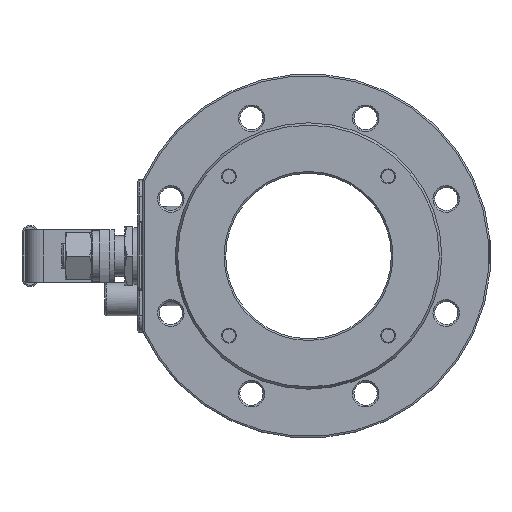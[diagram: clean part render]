
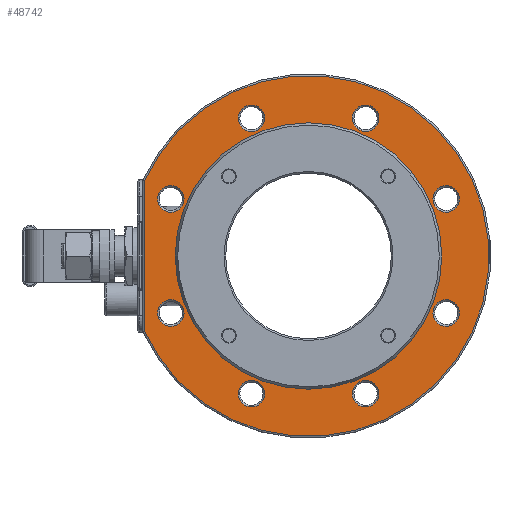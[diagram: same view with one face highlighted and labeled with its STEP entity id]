
A CAD part, left-side view. The second image highlights one B-rep face of the part: STEP entity #48742.
In plain terms, the highlighted planar face has unit normal (-1, 0, 0).
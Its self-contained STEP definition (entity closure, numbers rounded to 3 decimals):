
#889 = EDGE_CURVE ( 'NONE', #5465, #5465, #21631, .T. ) ;
#897 = EDGE_CURVE ( 'NONE', #6764, #6774, #39876, .T. ) ;
#2550 = CIRCLE ( 'NONE', #17281, 8. ) ;
#3692 = DIRECTION ( 'NONE',  ( 0., -1., 0. ) ) ;
#3695 = DIRECTION ( 'NONE',  ( -1., 0., 0. ) ) ;
#3698 = CARTESIAN_POINT ( 'NONE',  ( -73.5, 110., 0. ) ) ;
#3712 = PLANE ( 'NONE',  #36198 ) ;
#5465 = VERTEX_POINT ( 'NONE', #11351 ) ;
#5507 = VERTEX_POINT ( 'NONE', #11318 ) ;
#5510 = VERTEX_POINT ( 'NONE', #11316 ) ;
#5512 = VERTEX_POINT ( 'NONE', #11313 ) ;
#5513 = VERTEX_POINT ( 'NONE', #11311 ) ;
#5515 = VERTEX_POINT ( 'NONE', #11310 ) ;
#5848 = CARTESIAN_POINT ( 'NONE',  ( -73.5, -34.442, -83.149 ) ) ;
#5996 = CIRCLE ( 'NONE', #33241, 109. ) ;
#6057 = DIRECTION ( 'NONE',  ( 1., 0., 0. ) ) ;
#6073 = DIRECTION ( 'NONE',  ( 0., -1., 0. ) ) ;
#6764 = VERTEX_POINT ( 'NONE', #47237 ) ;
#6774 = VERTEX_POINT ( 'NONE', #47253 ) ;
#6806 = ORIENTED_EDGE ( 'NONE', *, *, #897, .T. ) ;
#6871 = ORIENTED_EDGE ( 'NONE', *, *, #8432, .T. ) ;
#6877 = ORIENTED_EDGE ( 'NONE', *, *, #8557, .T. ) ;
#6880 = ORIENTED_EDGE ( 'NONE', *, *, #28158, .T. ) ;
#6885 = ORIENTED_EDGE ( 'NONE', *, *, #8530, .T. ) ;
#6893 = ORIENTED_EDGE ( 'NONE', *, *, #28226, .T. ) ;
#6905 = ORIENTED_EDGE ( 'NONE', *, *, #8494, .T. ) ;
#6933 = ORIENTED_EDGE ( 'NONE', *, *, #889, .T. ) ;
#6963 = ORIENTED_EDGE ( 'NONE', *, *, #8618, .T. ) ;
#6976 = ORIENTED_EDGE ( 'NONE', *, *, #28170, .T. ) ;
#6988 = ORIENTED_EDGE ( 'NONE', *, *, #8455, .T. ) ;
#7689 = CIRCLE ( 'NONE', #33369, 8. ) ;
#8432 = EDGE_CURVE ( 'NONE', #5507, #5507, #39795, .T. ) ;
#8455 = EDGE_CURVE ( 'NONE', #5510, #5510, #40058, .T. ) ;
#8494 = EDGE_CURVE ( 'NONE', #5512, #5512, #22473, .T. ) ;
#8530 = EDGE_CURVE ( 'NONE', #5513, #5513, #22795, .T. ) ;
#8557 = EDGE_CURVE ( 'NONE', #5515, #5515, #22871, .T. ) ;
#8618 = EDGE_CURVE ( 'NONE', #6774, #6764, #5996, .T. ) ;
#10722 = CARTESIAN_POINT ( 'NONE',  ( -73.5, 34.442, 83.149 ) ) ;
#10723 = DIRECTION ( 'NONE',  ( 1., 0., 0. ) ) ;
#10724 = DIRECTION ( 'NONE',  ( 0., -1., 0. ) ) ;
#11282 = CARTESIAN_POINT ( 'NONE',  ( -73.5, 26.442, 83.149 ) ) ;
#11285 = CARTESIAN_POINT ( 'NONE',  ( -73.5, -42.442, 83.149 ) ) ;
#11286 = CARTESIAN_POINT ( 'NONE',  ( -73.5, -91.149, 34.442 ) ) ;
#11310 = CARTESIAN_POINT ( 'NONE',  ( -73.5, -91.149, -34.442 ) ) ;
#11311 = CARTESIAN_POINT ( 'NONE',  ( -73.5, 75.149, -34.442 ) ) ;
#11313 = CARTESIAN_POINT ( 'NONE',  ( -73.5, 80.443, 0. ) ) ;
#11316 = CARTESIAN_POINT ( 'NONE',  ( -73.5, -42.442, -83.149 ) ) ;
#11318 = CARTESIAN_POINT ( 'NONE',  ( -73.5, 75.149, 34.442 ) ) ;
#11351 = CARTESIAN_POINT ( 'NONE',  ( -73.5, 26.442, -83.149 ) ) ;
#12328 = AXIS2_PLACEMENT_3D ( 'NONE', #24270, #24092, #24810 ) ;
#13425 = AXIS2_PLACEMENT_3D ( 'NONE', #29612, #29677, #29682 ) ;
#13743 = AXIS2_PLACEMENT_3D ( 'NONE', #28524, #28450, #28551 ) ;
#15222 = DIRECTION ( 'NONE',  ( -1., 0., 0. ) ) ;
#15289 = CARTESIAN_POINT ( 'NONE',  ( -73.5, 0., 0. ) ) ;
#15293 = DIRECTION ( 'NONE',  ( 0., -1., 0. ) ) ;
#17281 = AXIS2_PLACEMENT_3D ( 'NONE', #10722, #10723, #10724 ) ;
#21631 = CIRCLE ( 'NONE', #36254, 8. ) ;
#22473 = CIRCLE ( 'NONE', #13743, 80.443 ) ;
#22795 = CIRCLE ( 'NONE', #13425, 8. ) ;
#22871 = CIRCLE ( 'NONE', #41724, 8. ) ;
#24092 = DIRECTION ( 'NONE',  ( 1., 0., 0. ) ) ;
#24270 = CARTESIAN_POINT ( 'NONE',  ( -73.5, 83.149, 34.442 ) ) ;
#24810 = DIRECTION ( 'NONE',  ( 0., -1., 0. ) ) ;
#28158 = EDGE_CURVE ( 'NONE', #43237, #43237, #44060, .T. ) ;
#28170 = EDGE_CURVE ( 'NONE', #43238, #43238, #7689, .T. ) ;
#28226 = EDGE_CURVE ( 'NONE', #43241, #43241, #2550, .T. ) ;
#28450 = DIRECTION ( 'NONE',  ( 1., 0., 0. ) ) ;
#28524 = CARTESIAN_POINT ( 'NONE',  ( -73.5, 0., 0. ) ) ;
#28551 = DIRECTION ( 'NONE',  ( 0., 1., 0. ) ) ;
#28792 = EDGE_LOOP ( 'NONE', ( #6877 ) ) ;
#28825 = EDGE_LOOP ( 'NONE', ( #6933 ) ) ;
#28826 = EDGE_LOOP ( 'NONE', ( #6976 ) ) ;
#28835 = EDGE_LOOP ( 'NONE', ( #6905 ) ) ;
#28842 = EDGE_LOOP ( 'NONE', ( #6988 ) ) ;
#28845 = EDGE_LOOP ( 'NONE', ( #6893 ) ) ;
#28847 = EDGE_LOOP ( 'NONE', ( #6871 ) ) ;
#28855 = EDGE_LOOP ( 'NONE', ( #6880 ) ) ;
#28859 = EDGE_LOOP ( 'NONE', ( #6885 ) ) ;
#28869 = EDGE_LOOP ( 'NONE', ( #6963, #6806 ) ) ;
#29465 = DIRECTION ( 'NONE',  ( 1., 0., 0. ) ) ;
#29612 = CARTESIAN_POINT ( 'NONE',  ( -73.5, 83.149, -34.442 ) ) ;
#29615 = DIRECTION ( 'NONE',  ( 0., -1., 0. ) ) ;
#29658 = CARTESIAN_POINT ( 'NONE',  ( -73.5, -83.149, -34.442 ) ) ;
#29677 = DIRECTION ( 'NONE',  ( 1., 0., 0. ) ) ;
#29682 = DIRECTION ( 'NONE',  ( 0., -1., 0. ) ) ;
#30722 = FACE_BOUND ( 'NONE', #28859, .T. ) ;
#30725 = FACE_BOUND ( 'NONE', #28847, .T. ) ;
#30726 = FACE_BOUND ( 'NONE', #28845, .T. ) ;
#30728 = FACE_BOUND ( 'NONE', #28826, .T. ) ;
#30731 = FACE_BOUND ( 'NONE', #28855, .T. ) ;
#30735 = FACE_BOUND ( 'NONE', #28792, .T. ) ;
#30738 = FACE_BOUND ( 'NONE', #28842, .T. ) ;
#30741 = FACE_OUTER_BOUND ( 'NONE', #28869, .T. ) ;
#30743 = FACE_BOUND ( 'NONE', #28835, .T. ) ;
#30745 = FACE_BOUND ( 'NONE', #28825, .T. ) ;
#33241 = AXIS2_PLACEMENT_3D ( 'NONE', #15289, #15222, #15293 ) ;
#33317 = AXIS2_PLACEMENT_3D ( 'NONE', #47055, #47054, #47053 ) ;
#33369 = AXIS2_PLACEMENT_3D ( 'NONE', #46474, #46472, #46470 ) ;
#35891 = CARTESIAN_POINT ( 'NONE',  ( -73.5, 34.442, -83.149 ) ) ;
#35893 = DIRECTION ( 'NONE',  ( 1., 0., 0. ) ) ;
#35895 = DIRECTION ( 'NONE',  ( 0., -1., 0. ) ) ;
#35964 = CARTESIAN_POINT ( 'NONE',  ( -73.5, 99., -45.826 ) ) ;
#35966 = DIRECTION ( 'NONE',  ( 0., 0., -1. ) ) ;
#36198 = AXIS2_PLACEMENT_3D ( 'NONE', #3698, #3695, #3692 ) ;
#36254 = AXIS2_PLACEMENT_3D ( 'NONE', #35891, #35893, #35895 ) ;
#39795 = CIRCLE ( 'NONE', #12328, 8. ) ;
#39876 = LINE ( 'NONE', #35964, #39877 ) ;
#39877 = VECTOR ( 'NONE', #35966, 1000. ) ;
#40058 = CIRCLE ( 'NONE', #41664, 8. ) ;
#41664 = AXIS2_PLACEMENT_3D ( 'NONE', #5848, #6057, #6073 ) ;
#41724 = AXIS2_PLACEMENT_3D ( 'NONE', #29658, #29465, #29615 ) ;
#43237 = VERTEX_POINT ( 'NONE', #11286 ) ;
#43238 = VERTEX_POINT ( 'NONE', #11285 ) ;
#43241 = VERTEX_POINT ( 'NONE', #11282 ) ;
#44060 = CIRCLE ( 'NONE', #33317, 8. ) ;
#46470 = DIRECTION ( 'NONE',  ( 0., -1., 0. ) ) ;
#46472 = DIRECTION ( 'NONE',  ( 1., 0., 0. ) ) ;
#46474 = CARTESIAN_POINT ( 'NONE',  ( -73.5, -34.442, 83.149 ) ) ;
#47053 = DIRECTION ( 'NONE',  ( 0., -1., 0. ) ) ;
#47054 = DIRECTION ( 'NONE',  ( 1., 0., 0. ) ) ;
#47055 = CARTESIAN_POINT ( 'NONE',  ( -73.5, -83.149, 34.442 ) ) ;
#47237 = CARTESIAN_POINT ( 'NONE',  ( -73.5, 99., 45.607 ) ) ;
#47253 = CARTESIAN_POINT ( 'NONE',  ( -73.5, 99., -45.607 ) ) ;
#48742 = ADVANCED_FACE ( 'NONE', ( #30722, #30725, #30726, #30728, #30731, #30735, #30738, #30741, #30743, #30745 ), #3712, .T. ) ;
